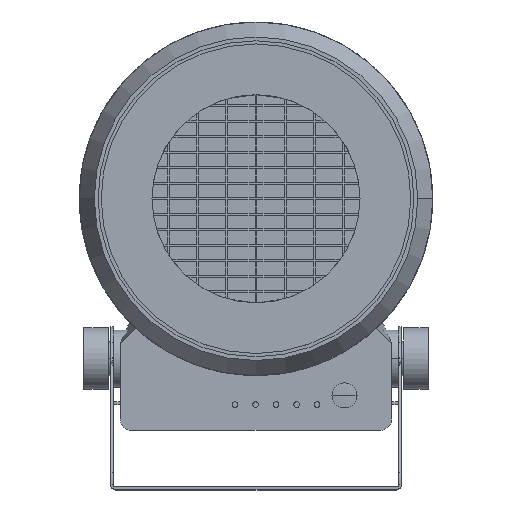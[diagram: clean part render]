
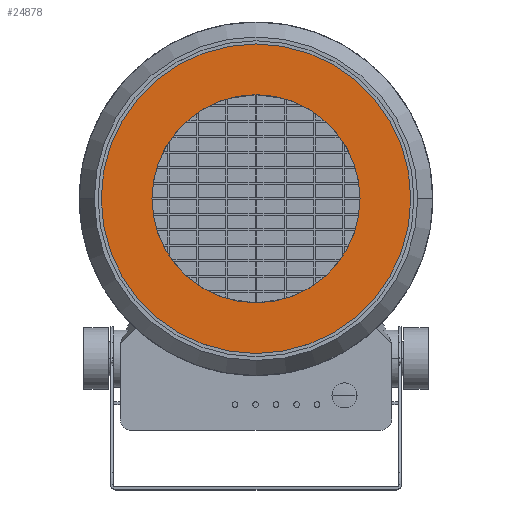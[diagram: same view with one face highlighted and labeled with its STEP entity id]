
A CAD part, top view. The second image highlights one B-rep face of the part: STEP entity #24878.
In plain terms, the highlighted planar face has unit normal (0, 0, 1).
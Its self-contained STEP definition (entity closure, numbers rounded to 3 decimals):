
#729 = VERTEX_POINT ( 'NONE', #732 ) ;
#732 = CARTESIAN_POINT ( 'NONE',  ( -67.85, 0., 52.5 ) ) ;
#947 = AXIS2_PLACEMENT_3D ( 'NONE', #25363, #30412, #15409 ) ;
#1692 = CIRCLE ( 'NONE', #29943, 45.6 ) ;
#4080 = CARTESIAN_POINT ( 'NONE',  ( 0., 0., 52.5 ) ) ;
#5123 = DIRECTION ( 'NONE',  ( 0., 0., -1. ) ) ;
#5329 = CARTESIAN_POINT ( 'NONE',  ( 67.85, 0., 52.5 ) ) ;
#6585 = DIRECTION ( 'NONE',  ( 1., 0., 0. ) ) ;
#7533 = DIRECTION ( 'NONE',  ( 0., 0., 1. ) ) ;
#9075 = AXIS2_PLACEMENT_3D ( 'NONE', #4080, #21597, #6585 ) ;
#10267 = EDGE_CURVE ( 'NONE', #26707, #15238, #22490, .T. ) ;
#10838 = EDGE_CURVE ( 'NONE', #15238, #26707, #1692, .T. ) ;
#12277 = CARTESIAN_POINT ( 'NONE',  ( -45.6, 0., 52.5 ) ) ;
#12894 = CARTESIAN_POINT ( 'NONE',  ( 0., 0., 52.5 ) ) ;
#12950 = EDGE_LOOP ( 'NONE', ( #16686, #23653 ) ) ;
#15029 = ORIENTED_EDGE ( 'NONE', *, *, #10838, .T. ) ;
#15238 = VERTEX_POINT ( 'NONE', #26086 ) ;
#15344 = EDGE_CURVE ( 'NONE', #729, #30306, #28185, .T. ) ;
#15398 = DIRECTION ( 'NONE',  ( -1., 0., 0. ) ) ;
#15409 = DIRECTION ( 'NONE',  ( 0., -1., 0. ) ) ;
#16686 = ORIENTED_EDGE ( 'NONE', *, *, #28392, .T. ) ;
#17768 = AXIS2_PLACEMENT_3D ( 'NONE', #20149, #5123, #22671 ) ;
#19691 = AXIS2_PLACEMENT_3D ( 'NONE', #22535, #7533, #25059 ) ;
#20149 = CARTESIAN_POINT ( 'NONE',  ( 0., 0., 52.5 ) ) ;
#20289 = EDGE_LOOP ( 'NONE', ( #28121, #15029 ) ) ;
#21597 = DIRECTION ( 'NONE',  ( 0., 0., 1. ) ) ;
#22490 = CIRCLE ( 'NONE', #17768, 45.6 ) ;
#22535 = CARTESIAN_POINT ( 'NONE',  ( 0., 0., 52.5 ) ) ;
#22671 = DIRECTION ( 'NONE',  ( -1., 0., 0. ) ) ;
#23653 = ORIENTED_EDGE ( 'NONE', *, *, #15344, .T. ) ;
#24440 = FACE_BOUND ( 'NONE', #20289, .T. ) ;
#24878 = ADVANCED_FACE ( 'NONE', ( #24440, #31882 ), #27889, .T. ) ;
#25059 = DIRECTION ( 'NONE',  ( 1., 0., 0. ) ) ;
#25363 = CARTESIAN_POINT ( 'NONE',  ( -68.664, 68.664, 52.5 ) ) ;
#26086 = CARTESIAN_POINT ( 'NONE',  ( 45.6, 0., 52.5 ) ) ;
#26205 = CIRCLE ( 'NONE', #19691, 67.85 ) ;
#26707 = VERTEX_POINT ( 'NONE', #12277 ) ;
#27889 = PLANE ( 'NONE',  #947 ) ;
#28121 = ORIENTED_EDGE ( 'NONE', *, *, #10267, .T. ) ;
#28185 = CIRCLE ( 'NONE', #9075, 67.85 ) ;
#28392 = EDGE_CURVE ( 'NONE', #30306, #729, #26205, .T. ) ;
#29943 = AXIS2_PLACEMENT_3D ( 'NONE', #12894, #30403, #15398 ) ;
#30306 = VERTEX_POINT ( 'NONE', #5329 ) ;
#30403 = DIRECTION ( 'NONE',  ( 0., 0., -1. ) ) ;
#30412 = DIRECTION ( 'NONE',  ( 0., 0., 1. ) ) ;
#31882 = FACE_OUTER_BOUND ( 'NONE', #12950, .T. ) ;
